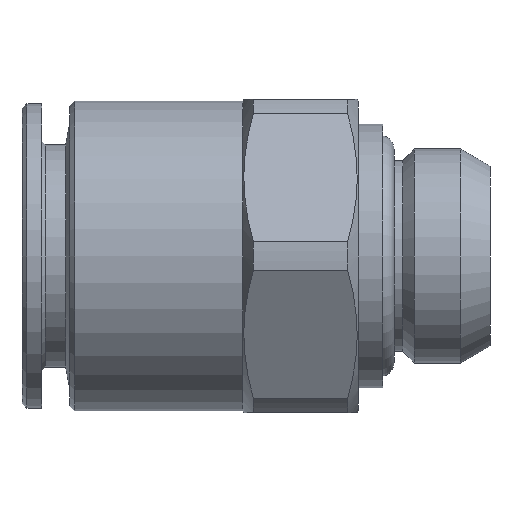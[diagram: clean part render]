
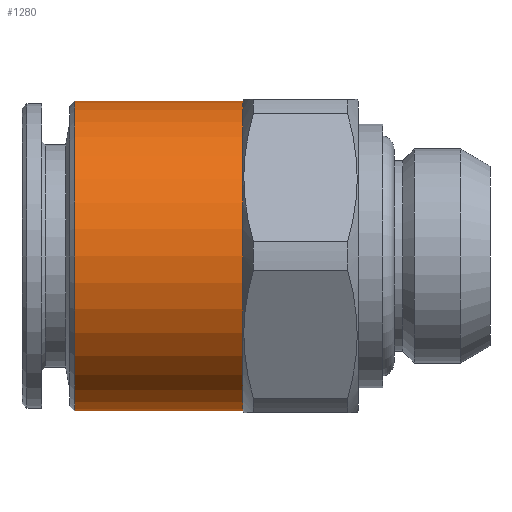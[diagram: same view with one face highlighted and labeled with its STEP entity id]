
A CAD part, left-side view. The second image highlights one B-rep face of the part: STEP entity #1280.
In plain terms, the highlighted cylindrical face has radius 9.4 mm (diameter 18.8 mm), a partial arc.
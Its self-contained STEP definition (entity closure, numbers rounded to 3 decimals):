
#1 = AXIS2_PLACEMENT_3D ( 'NONE', #2088, #2084, #2083 ) ;
#2 = CIRCLE ( 'NONE', #1, 9.4 ) ;
#229 = CARTESIAN_POINT ( 'NONE',  ( 0., 0., 9.4 ) ) ;
#240 = DIRECTION ( 'NONE',  ( 0., -1., 0. ) ) ;
#243 = VECTOR ( 'NONE', #240, 1000. ) ;
#392 = CARTESIAN_POINT ( 'NONE',  ( 0., 15., -9.4 ) ) ;
#394 = CARTESIAN_POINT ( 'NONE',  ( 0., 15., 9.4 ) ) ;
#422 = DIRECTION ( 'NONE',  ( 0., -1., 0. ) ) ;
#429 = VECTOR ( 'NONE', #422, 1000. ) ;
#432 = LINE ( 'NONE', #433, #429 ) ;
#433 = CARTESIAN_POINT ( 'NONE',  ( 0., 0., -9.4 ) ) ;
#448 = LINE ( 'NONE', #229, #243 ) ;
#474 = CARTESIAN_POINT ( 'NONE',  ( 0., 25.2, -9.4 ) ) ;
#491 = CARTESIAN_POINT ( 'NONE',  ( 0., 25.2, 9.4 ) ) ;
#1280 = ADVANCED_FACE ( 'NONE', ( #2355 ), #2347, .T. ) ;
#1288 = ORIENTED_EDGE ( 'NONE', *, *, #1307, .T. ) ;
#1292 = ORIENTED_EDGE ( 'NONE', *, *, #1296, .F. ) ;
#1296 = EDGE_CURVE ( 'NONE', #1648, #1653, #2345, .T. ) ;
#1299 = ORIENTED_EDGE ( 'NONE', *, *, #1679, .F. ) ;
#1307 = EDGE_CURVE ( 'NONE', #1683, #1684, #2, .T. ) ;
#1308 = EDGE_LOOP ( 'NONE', ( #1299, #1288, #1314, #1292 ) ) ;
#1314 = ORIENTED_EDGE ( 'NONE', *, *, #1665, .T. ) ;
#1648 = VERTEX_POINT ( 'NONE', #394 ) ;
#1653 = VERTEX_POINT ( 'NONE', #392 ) ;
#1665 = EDGE_CURVE ( 'NONE', #1684, #1653, #432, .T. ) ;
#1679 = EDGE_CURVE ( 'NONE', #1683, #1648, #448, .T. ) ;
#1683 = VERTEX_POINT ( 'NONE', #491 ) ;
#1684 = VERTEX_POINT ( 'NONE', #474 ) ;
#2083 = DIRECTION ( 'NONE',  ( 0., 0., -1. ) ) ;
#2084 = DIRECTION ( 'NONE',  ( 0., -1., 0. ) ) ;
#2088 = CARTESIAN_POINT ( 'NONE',  ( 0., 25.2, 0. ) ) ;
#2094 = DIRECTION ( 'NONE',  ( 0., 0., -1. ) ) ;
#2102 = DIRECTION ( 'NONE',  ( 0., -1., 0. ) ) ;
#2344 = AXIS2_PLACEMENT_3D ( 'NONE', #2367, #2369, #2354 ) ;
#2345 = CIRCLE ( 'NONE', #2352, 9.4 ) ;
#2347 = CYLINDRICAL_SURFACE ( 'NONE', #2344, 9.4 ) ;
#2351 = CARTESIAN_POINT ( 'NONE',  ( 0., 15., 0. ) ) ;
#2352 = AXIS2_PLACEMENT_3D ( 'NONE', #2351, #2102, #2094 ) ;
#2354 = DIRECTION ( 'NONE',  ( 0., 0., -1. ) ) ;
#2355 = FACE_OUTER_BOUND ( 'NONE', #1308, .T. ) ;
#2367 = CARTESIAN_POINT ( 'NONE',  ( 0., 0., 0. ) ) ;
#2369 = DIRECTION ( 'NONE',  ( 0., -1., 0. ) ) ;
